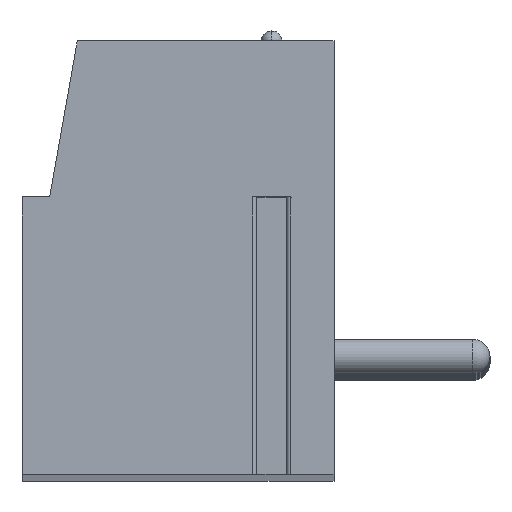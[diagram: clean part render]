
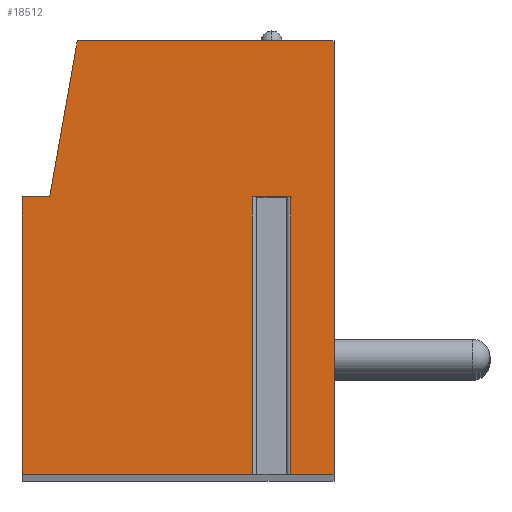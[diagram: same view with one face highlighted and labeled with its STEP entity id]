
A CAD part, top view. The second image highlights one B-rep face of the part: STEP entity #18512.
In plain terms, the highlighted planar face has unit normal (0, 0, 1).
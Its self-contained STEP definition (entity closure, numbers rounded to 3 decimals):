
#13=DIRECTION('',(-1.,0.,0.));
#14=VECTOR('',#13,1.112);
#15=CARTESIAN_POINT('',(3.256,1.75,109.22));
#16=LINE('',#15,#14);
#17=DIRECTION('',(0.,-1.,0.));
#18=VECTOR('',#17,8.);
#19=CARTESIAN_POINT('',(2.144,1.75,109.22));
#20=LINE('',#19,#18);
#21=DIRECTION('',(1.,0.,0.));
#22=VECTOR('',#21,6.644);
#23=CARTESIAN_POINT('',(-4.5,-6.25,109.22));
#24=LINE('',#23,#22);
#25=DIRECTION('',(0.,-1.,0.));
#26=VECTOR('',#25,8.);
#27=CARTESIAN_POINT('',(-4.5,1.75,109.22));
#28=LINE('',#27,#26);
#29=DIRECTION('',(-1.,0.,0.));
#30=VECTOR('',#29,0.8);
#31=CARTESIAN_POINT('',(-3.7,1.75,109.22));
#32=LINE('',#31,#30);
#33=DIRECTION('',(-0.174,-0.985,0.));
#34=VECTOR('',#33,4.569);
#35=CARTESIAN_POINT('',(-2.907,6.25,109.22));
#36=LINE('',#35,#34);
#37=DIRECTION('',(-1.,0.,0.));
#38=VECTOR('',#37,7.407);
#39=CARTESIAN_POINT('',(4.5,6.25,109.22));
#40=LINE('',#39,#38);
#41=DIRECTION('',(0.,1.,0.));
#42=VECTOR('',#41,12.5);
#43=CARTESIAN_POINT('',(4.5,-6.25,109.22));
#44=LINE('',#43,#42);
#45=DIRECTION('',(1.,0.,0.));
#46=VECTOR('',#45,1.244);
#47=CARTESIAN_POINT('',(3.256,-6.25,109.22));
#48=LINE('',#47,#46);
#49=DIRECTION('',(0.,-1.,0.));
#50=VECTOR('',#49,8.);
#51=CARTESIAN_POINT('',(3.256,1.75,109.22));
#52=LINE('',#51,#50);
#14581=CARTESIAN_POINT('',(-3.7,1.75,109.22));
#14582=CARTESIAN_POINT('',(-4.5,1.75,109.22));
#14583=VERTEX_POINT('',#14581);
#14584=VERTEX_POINT('',#14582);
#14585=CARTESIAN_POINT('',(-4.5,-6.25,109.22));
#14586=VERTEX_POINT('',#14585);
#14587=CARTESIAN_POINT('',(4.5,-6.25,109.22));
#14588=CARTESIAN_POINT('',(4.5,6.25,109.22));
#14589=VERTEX_POINT('',#14587);
#14590=VERTEX_POINT('',#14588);
#14591=CARTESIAN_POINT('',(-2.907,6.25,109.22));
#14592=VERTEX_POINT('',#14591);
#14641=CARTESIAN_POINT('',(3.256,1.75,109.22));
#14642=CARTESIAN_POINT('',(2.144,1.75,109.22));
#14643=VERTEX_POINT('',#14641);
#14644=VERTEX_POINT('',#14642);
#14645=CARTESIAN_POINT('',(2.144,-6.25,109.22));
#14646=VERTEX_POINT('',#14645);
#14647=CARTESIAN_POINT('',(3.256,-6.25,109.22));
#14648=VERTEX_POINT('',#14647);
#18485=CARTESIAN_POINT('',(0.,0.,109.22));
#18486=DIRECTION('',(0.,0.,1.));
#18487=DIRECTION('',(1.,0.,0.));
#18488=AXIS2_PLACEMENT_3D('',#18485,#18486,#18487);
#18489=PLANE('',#18488);
#18491=ORIENTED_EDGE('',*,*,#18490,.T.);
#18493=ORIENTED_EDGE('',*,*,#18492,.T.);
#18495=ORIENTED_EDGE('',*,*,#18494,.F.);
#18497=ORIENTED_EDGE('',*,*,#18496,.F.);
#18499=ORIENTED_EDGE('',*,*,#18498,.F.);
#18501=ORIENTED_EDGE('',*,*,#18500,.F.);
#18503=ORIENTED_EDGE('',*,*,#18502,.F.);
#18505=ORIENTED_EDGE('',*,*,#18504,.F.);
#18507=ORIENTED_EDGE('',*,*,#18506,.F.);
#18509=ORIENTED_EDGE('',*,*,#18508,.F.);
#18510=EDGE_LOOP('',(#18491,#18493,#18495,#18497,#18499,#18501,#18503,#18505,
#18507,#18509));
#18511=FACE_OUTER_BOUND('',#18510,.F.);
#18490=EDGE_CURVE('',#14643,#14644,#16,.T.);
#18492=EDGE_CURVE('',#14644,#14646,#20,.T.);
#18494=EDGE_CURVE('',#14586,#14646,#24,.T.);
#18496=EDGE_CURVE('',#14584,#14586,#28,.T.);
#18498=EDGE_CURVE('',#14583,#14584,#32,.T.);
#18500=EDGE_CURVE('',#14592,#14583,#36,.T.);
#18502=EDGE_CURVE('',#14590,#14592,#40,.T.);
#18504=EDGE_CURVE('',#14589,#14590,#44,.T.);
#18506=EDGE_CURVE('',#14648,#14589,#48,.T.);
#18508=EDGE_CURVE('',#14643,#14648,#52,.T.);
#18512=ADVANCED_FACE('',(#18511),#18489,.T.);
